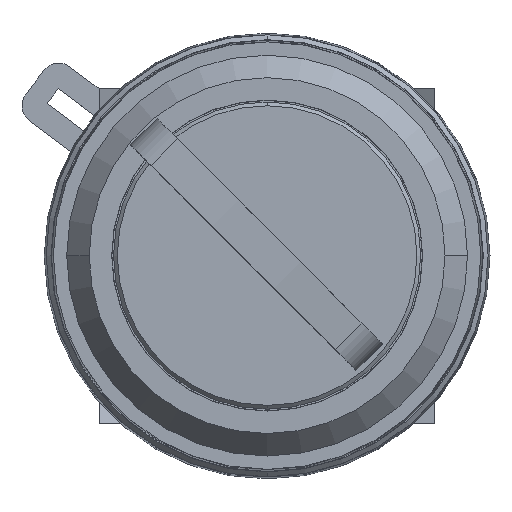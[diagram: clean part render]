
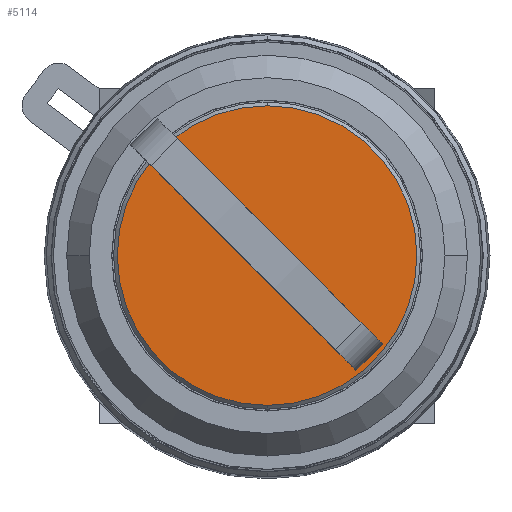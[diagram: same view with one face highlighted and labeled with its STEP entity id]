
A CAD part, top view. The second image highlights one B-rep face of the part: STEP entity #5114.
In plain terms, the highlighted planar face has unit normal (0, 0, 1).
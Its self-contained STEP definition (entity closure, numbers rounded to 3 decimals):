
#1421 = ORIENTED_EDGE ( 'NONE', *, *, #4923, .T. ) ;
#1423 = ORIENTED_EDGE ( 'NONE', *, *, #7867, .T. ) ;
#2449 = VECTOR ( 'NONE', #2764, 1000. ) ;
#2451 = VECTOR ( 'NONE', #2770, 1000. ) ;
#2454 = VECTOR ( 'NONE', #2779, 1000. ) ;
#2455 = VECTOR ( 'NONE', #2782, 1000. ) ;
#2456 = AXIS2_PLACEMENT_3D ( 'NONE', #2785, #2786, #2787 ) ;
#2677 = FACE_OUTER_BOUND ( 'NONE', #5232, .T. ) ;
#2679 = FACE_BOUND ( 'NONE', #5233, .T. ) ;
#2684 = AXIS2_PLACEMENT_3D ( 'NONE', #4172, #4173, #4174 ) ;
#2762 = LINE ( 'NONE', #2763, #2449 ) ;
#2763 = CARTESIAN_POINT ( 'NONE',  ( -0.707, -0.707, 13.6 ) ) ;
#2764 = DIRECTION ( 'NONE',  ( -0.707, 0.707, 0. ) ) ;
#2768 = LINE ( 'NONE', #2769, #2451 ) ;
#2769 = CARTESIAN_POINT ( 'NONE',  ( -3.748, 3.748, 13.6 ) ) ;
#2770 = DIRECTION ( 'NONE',  ( 0.707, 0.707, 0. ) ) ;
#2777 = LINE ( 'NONE', #2778, #2454 ) ;
#2778 = CARTESIAN_POINT ( 'NONE',  ( 0.707, 0.707, 13.6 ) ) ;
#2779 = DIRECTION ( 'NONE',  ( 0.707, -0.707, 0. ) ) ;
#2780 = LINE ( 'NONE', #2781, #2455 ) ;
#2781 = CARTESIAN_POINT ( 'NONE',  ( 2.616, -2.616, 13.6 ) ) ;
#2782 = DIRECTION ( 'NONE',  ( -0.707, -0.707, 0. ) ) ;
#2785 = CARTESIAN_POINT ( 'NONE',  ( 0., 0., 13.6 ) ) ;
#2786 = DIRECTION ( 'NONE',  ( 0., 0., 1. ) ) ;
#2787 = DIRECTION ( 'NONE',  ( 0., 1., 0. ) ) ;
#4171 = PLANE ( 'NONE',  #2684 ) ;
#4172 = CARTESIAN_POINT ( 'NONE',  ( 0., -11.449, 13.6 ) ) ;
#4173 = DIRECTION ( 'NONE',  ( 0., 0., 1. ) ) ;
#4174 = DIRECTION ( 'NONE',  ( 0.707, 0.707, 0. ) ) ;
#4667 = CARTESIAN_POINT ( 'NONE',  ( 0., 8., 13.6 ) ) ;
#4668 = CARTESIAN_POINT ( 'NONE',  ( 0., -8., 13.6 ) ) ;
#4915 = EDGE_CURVE ( 'NONE', #7277, #7278, #2762, .T. ) ;
#4917 = EDGE_CURVE ( 'NONE', #7278, #7279, #2768, .T. ) ;
#4920 = EDGE_CURVE ( 'NONE', #7279, #7280, #2777, .T. ) ;
#4921 = EDGE_CURVE ( 'NONE', #7280, #7277, #2780, .T. ) ;
#4923 = EDGE_CURVE ( 'NONE', #7103, #7104, #5706, .T. ) ;
#5114 = ADVANCED_FACE ( 'NONE', ( #2679, #2677 ), #4171, .T. ) ;
#5232 = EDGE_LOOP ( 'NONE', ( #1421, #1423 ) ) ;
#5233 = EDGE_LOOP ( 'NONE', ( #7656, #7657, #7658, #7651 ) ) ;
#5358 = AXIS2_PLACEMENT_3D ( 'NONE', #6692, #6693, #6694 ) ;
#5706 = CIRCLE ( 'NONE', #2456, 8. ) ;
#5819 = CIRCLE ( 'NONE', #5358, 8. ) ;
#5981 = CARTESIAN_POINT ( 'NONE',  ( 1.909, -3.323, 13.6 ) ) ;
#5982 = CARTESIAN_POINT ( 'NONE',  ( -4.455, 3.041, 13.6 ) ) ;
#5983 = CARTESIAN_POINT ( 'NONE',  ( -3.041, 4.455, 13.6 ) ) ;
#5984 = CARTESIAN_POINT ( 'NONE',  ( 3.323, -1.909, 13.6 ) ) ;
#6692 = CARTESIAN_POINT ( 'NONE',  ( 0., 0., 13.6 ) ) ;
#6693 = DIRECTION ( 'NONE',  ( 0., 0., 1. ) ) ;
#6694 = DIRECTION ( 'NONE',  ( 0., 1., 0. ) ) ;
#7103 = VERTEX_POINT ( 'NONE', #4667 ) ;
#7104 = VERTEX_POINT ( 'NONE', #4668 ) ;
#7277 = VERTEX_POINT ( 'NONE', #5981 ) ;
#7278 = VERTEX_POINT ( 'NONE', #5982 ) ;
#7279 = VERTEX_POINT ( 'NONE', #5983 ) ;
#7280 = VERTEX_POINT ( 'NONE', #5984 ) ;
#7651 = ORIENTED_EDGE ( 'NONE', *, *, #4917, .T. ) ;
#7656 = ORIENTED_EDGE ( 'NONE', *, *, #4920, .T. ) ;
#7657 = ORIENTED_EDGE ( 'NONE', *, *, #4921, .T. ) ;
#7658 = ORIENTED_EDGE ( 'NONE', *, *, #4915, .T. ) ;
#7867 = EDGE_CURVE ( 'NONE', #7104, #7103, #5819, .T. ) ;
